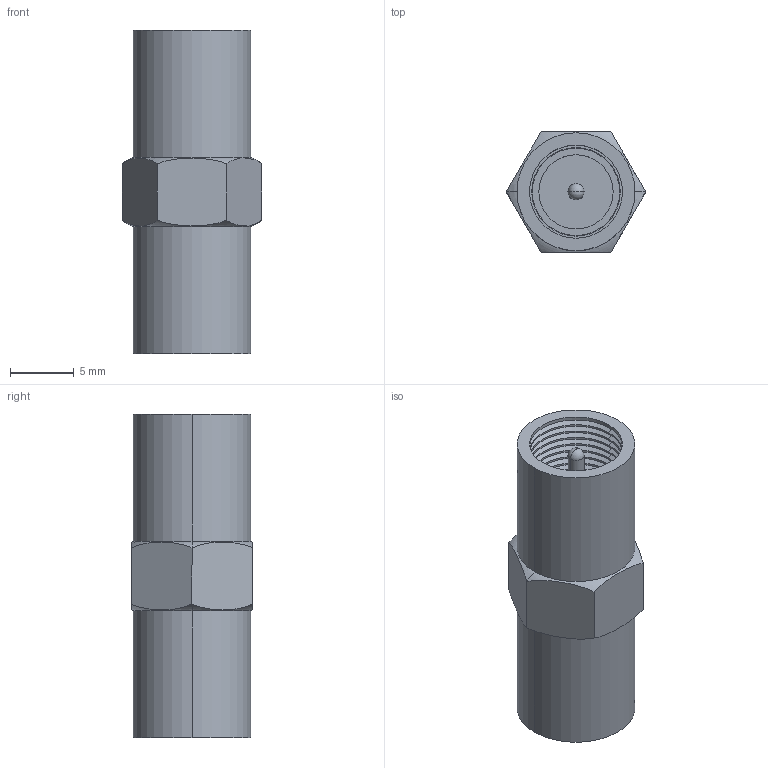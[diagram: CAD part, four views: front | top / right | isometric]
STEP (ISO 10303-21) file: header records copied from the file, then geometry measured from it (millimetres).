
FILE_DESCRIPTION (( 'STEP AP203' ), '1' );
FILE_NAME ('AXA-FMEPFMEP.STEP', '2010-11-10T21:41:21', ( 'x' ), ( 'Microsoft' ), 'SwSTEP 2.0', 'SolidWorks 2010', '' );
FILE_SCHEMA (( 'CONFIG_CONTROL_DESIGN' ));
Length unit declared in the file: inch
Products named in the file (1): AXA-FMEPFMEP
Bounding box: 10.97 x 9.5 x 25.45 mm (x, y, z)
Volume: 1071 mm3; surface area: 1562.2 mm2
Topology: 1 solids, 1 shells, 168 faces, 346 edges, 186 vertices
Faces by surface type: cone 84, cylinder 60, plane 16, sphere 4, torus 4
Entity records: 4457 total; most frequent: DIRECTION 840, CARTESIAN_POINT 813, ORIENTED_EDGE 676, AXIS2_PLACEMENT_3D 345, EDGE_CURVE 338, VERTEX_POINT 182, EDGE_LOOP 178, CIRCLE 176
